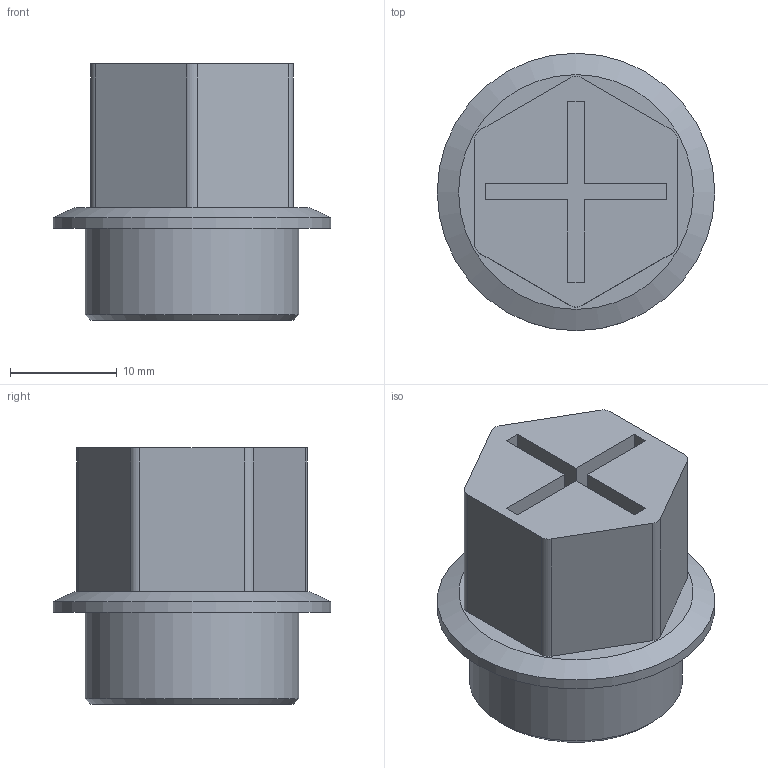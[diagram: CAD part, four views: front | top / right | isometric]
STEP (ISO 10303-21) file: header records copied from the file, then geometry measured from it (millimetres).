
FILE_DESCRIPTION( ( 'Unknown' ), '1' );
FILE_NAME( '7370891.stp', 'Unknown', ( 'Unknown' ), ( 'Unknown' ), 'PSStep 14.0', 'Unknown', ' ' );
FILE_SCHEMA( ( 'AUTOMOTIVE_DESIGN { 1 0 10303 214 1 1 1 1 }' ) );
Length unit declared in the file: millimetre
Products named in the file (1): 1
Bounding box: 26 x 26 x 24 mm (x, y, z)
Volume: 2884.7 mm3; surface area: 4026.6 mm2
Topology: 1 solids, 1 shells, 35 faces, 86 edges, 56 vertices
Faces by surface type: plane 23, cylinder 9, cone 3
Full cylindrical faces by diameter (mm): 18 x1, 20 x1, 26 x1
Entity records: 1294 total; most frequent: CARTESIAN_POINT 172, DIRECTION 172, ORIENTED_EDGE 160, EDGE_CURVE 80, LINE 60, VECTOR 60, AXIS2_PLACEMENT_3D 56, VERTEX_POINT 56
